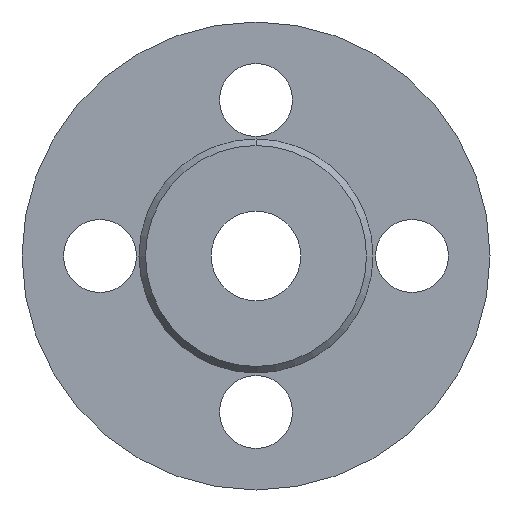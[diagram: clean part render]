
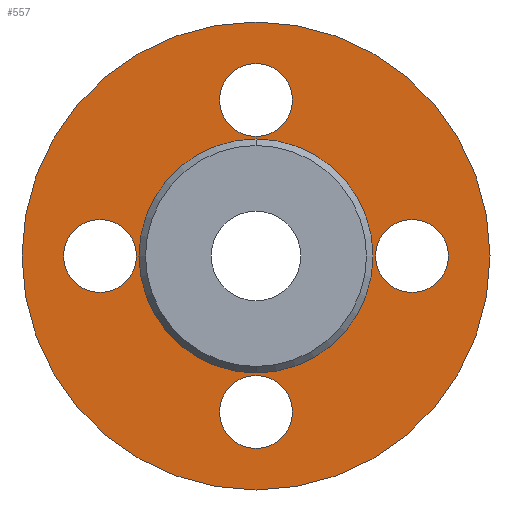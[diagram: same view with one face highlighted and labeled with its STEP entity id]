
A CAD part, front view. The second image highlights one B-rep face of the part: STEP entity #557.
In plain terms, the highlighted planar face has unit normal (0, -1, 0).
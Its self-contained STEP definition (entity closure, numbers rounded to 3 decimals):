
#1 = CARTESIAN_POINT ( 'NONE',  ( -23., 1.5, 0. ) ) ;
#11 = CARTESIAN_POINT ( 'NONE',  ( 0., 1.5, -37. ) ) ;
#14 = CIRCLE ( 'NONE', #474, 7. ) ;
#15 = DIRECTION ( 'NONE',  ( 0., 0., -1. ) ) ;
#18 = DIRECTION ( 'NONE',  ( 0., 1., 0. ) ) ;
#33 = CARTESIAN_POINT ( 'NONE',  ( -22.5, 1.5, 0. ) ) ;
#40 = CARTESIAN_POINT ( 'NONE',  ( 0., 1.5, 30. ) ) ;
#63 = CIRCLE ( 'NONE', #541, 7. ) ;
#65 = DIRECTION ( 'NONE',  ( 0., 0., 1. ) ) ;
#66 = EDGE_CURVE ( 'NONE', #225, #829, #747, .T. ) ;
#77 = VERTEX_POINT ( 'NONE', #739 ) ;
#78 = DIRECTION ( 'NONE',  ( 0., -1., 0. ) ) ;
#83 = DIRECTION ( 'NONE',  ( 0., -1., 0. ) ) ;
#91 = DIRECTION ( 'NONE',  ( 0., 0., -1. ) ) ;
#93 = AXIS2_PLACEMENT_3D ( 'NONE', #675, #78, #337 ) ;
#131 = DIRECTION ( 'NONE',  ( -1., 0., 0. ) ) ;
#142 = CIRCLE ( 'NONE', #833, 7. ) ;
#147 = AXIS2_PLACEMENT_3D ( 'NONE', #292, #778, #505 ) ;
#154 = DIRECTION ( 'NONE',  ( 1., 0., 0. ) ) ;
#155 = DIRECTION ( 'NONE',  ( 0., 0., 1. ) ) ;
#161 = DIRECTION ( 'NONE',  ( 0., -1., 0. ) ) ;
#165 = FACE_BOUND ( 'NONE', #787, .T. ) ;
#170 = CARTESIAN_POINT ( 'NONE',  ( -30., 1.5, 0. ) ) ;
#185 = EDGE_CURVE ( 'NONE', #816, #617, #352, .T. ) ;
#195 = EDGE_CURVE ( 'NONE', #269, #209, #620, .T. ) ;
#197 = CARTESIAN_POINT ( 'NONE',  ( 23., 1.5, 0. ) ) ;
#199 = CIRCLE ( 'NONE', #548, 45. ) ;
#209 = VERTEX_POINT ( 'NONE', #11 ) ;
#224 = DIRECTION ( 'NONE',  ( 0., 1., 0. ) ) ;
#225 = VERTEX_POINT ( 'NONE', #197 ) ;
#229 = CARTESIAN_POINT ( 'NONE',  ( -37., 1.5, 0. ) ) ;
#237 = ORIENTED_EDGE ( 'NONE', *, *, #66, .F. ) ;
#244 = EDGE_CURVE ( 'NONE', #209, #269, #340, .T. ) ;
#252 = CIRCLE ( 'NONE', #609, 22.5 ) ;
#258 = EDGE_CURVE ( 'NONE', #599, #294, #252, .T. ) ;
#262 = EDGE_LOOP ( 'NONE', ( #433, #266 ) ) ;
#266 = ORIENTED_EDGE ( 'NONE', *, *, #721, .F. ) ;
#269 = VERTEX_POINT ( 'NONE', #289 ) ;
#272 = CIRCLE ( 'NONE', #346, 7. ) ;
#282 = EDGE_CURVE ( 'NONE', #657, #417, #199, .T. ) ;
#284 = CARTESIAN_POINT ( 'NONE',  ( 30., 1.5, 0. ) ) ;
#289 = CARTESIAN_POINT ( 'NONE',  ( 0., 1.5, -23. ) ) ;
#292 = CARTESIAN_POINT ( 'NONE',  ( 0., 1.5, 0. ) ) ;
#294 = VERTEX_POINT ( 'NONE', #562 ) ;
#306 = EDGE_LOOP ( 'NONE', ( #572, #463 ) ) ;
#315 = AXIS2_PLACEMENT_3D ( 'NONE', #33, #161, #91 ) ;
#325 = AXIS2_PLACEMENT_3D ( 'NONE', #401, #83, #15 ) ;
#337 = DIRECTION ( 'NONE',  ( 0., 0., -1. ) ) ;
#340 = CIRCLE ( 'NONE', #93, 7. ) ;
#346 = AXIS2_PLACEMENT_3D ( 'NONE', #284, #626, #154 ) ;
#352 = CIRCLE ( 'NONE', #713, 7. ) ;
#358 = FACE_BOUND ( 'NONE', #365, .T. ) ;
#365 = EDGE_LOOP ( 'NONE', ( #532, #851 ) ) ;
#378 = ORIENTED_EDGE ( 'NONE', *, *, #244, .F. ) ;
#401 = CARTESIAN_POINT ( 'NONE',  ( 0., 1.5, -30. ) ) ;
#412 = CIRCLE ( 'NONE', #147, 22.5 ) ;
#417 = VERTEX_POINT ( 'NONE', #512 ) ;
#431 = DIRECTION ( 'NONE',  ( -1., 0., 0. ) ) ;
#433 = ORIENTED_EDGE ( 'NONE', *, *, #819, .F. ) ;
#437 = EDGE_LOOP ( 'NONE', ( #516, #378 ) ) ;
#438 = AXIS2_PLACEMENT_3D ( 'NONE', #592, #806, #799 ) ;
#463 = ORIENTED_EDGE ( 'NONE', *, *, #282, .F. ) ;
#474 = AXIS2_PLACEMENT_3D ( 'NONE', #170, #762, #431 ) ;
#476 = DIRECTION ( 'NONE',  ( 0., -1., 0. ) ) ;
#480 = EDGE_CURVE ( 'NONE', #617, #816, #14, .T. ) ;
#488 = FACE_OUTER_BOUND ( 'NONE', #306, .T. ) ;
#491 = AXIS2_PLACEMENT_3D ( 'NONE', #843, #224, #65 ) ;
#498 = CARTESIAN_POINT ( 'NONE',  ( 0., 1.5, -22.5 ) ) ;
#505 = DIRECTION ( 'NONE',  ( 0., 0., 1. ) ) ;
#512 = CARTESIAN_POINT ( 'NONE',  ( 0., 1.5, 45. ) ) ;
#516 = ORIENTED_EDGE ( 'NONE', *, *, #195, .F. ) ;
#532 = ORIENTED_EDGE ( 'NONE', *, *, #655, .T. ) ;
#539 = DIRECTION ( 'NONE',  ( 0., 0., 1. ) ) ;
#541 = AXIS2_PLACEMENT_3D ( 'NONE', #40, #838, #709 ) ;
#548 = AXIS2_PLACEMENT_3D ( 'NONE', #619, #759, #155 ) ;
#557 = ADVANCED_FACE ( 'NONE', ( #635, #784, #165, #716, #358, #488 ), #570, .T. ) ;
#562 = CARTESIAN_POINT ( 'NONE',  ( 0., 1.5, 22.5 ) ) ;
#570 = PLANE ( 'NONE',  #315 ) ;
#572 = ORIENTED_EDGE ( 'NONE', *, *, #812, .F. ) ;
#587 = EDGE_LOOP ( 'NONE', ( #803, #856 ) ) ;
#592 = CARTESIAN_POINT ( 'NONE',  ( 30., 1.5, 0. ) ) ;
#599 = VERTEX_POINT ( 'NONE', #498 ) ;
#608 = CARTESIAN_POINT ( 'NONE',  ( 0., 1.5, 0. ) ) ;
#609 = AXIS2_PLACEMENT_3D ( 'NONE', #608, #18, #539 ) ;
#617 = VERTEX_POINT ( 'NONE', #229 ) ;
#619 = CARTESIAN_POINT ( 'NONE',  ( 0., 1.5, 0. ) ) ;
#620 = CIRCLE ( 'NONE', #325, 7. ) ;
#626 = DIRECTION ( 'NONE',  ( 0., -1., 0. ) ) ;
#635 = FACE_BOUND ( 'NONE', #587, .T. ) ;
#647 = DIRECTION ( 'NONE',  ( 0., -1., 0. ) ) ;
#655 = EDGE_CURVE ( 'NONE', #294, #599, #412, .T. ) ;
#657 = VERTEX_POINT ( 'NONE', #768 ) ;
#675 = CARTESIAN_POINT ( 'NONE',  ( 0., 1.5, -30. ) ) ;
#692 = CARTESIAN_POINT ( 'NONE',  ( 0., 1.5, 23. ) ) ;
#709 = DIRECTION ( 'NONE',  ( 0., 0., 1. ) ) ;
#713 = AXIS2_PLACEMENT_3D ( 'NONE', #810, #476, #131 ) ;
#716 = FACE_BOUND ( 'NONE', #437, .T. ) ;
#721 = EDGE_CURVE ( 'NONE', #77, #727, #63, .T. ) ;
#727 = VERTEX_POINT ( 'NONE', #692 ) ;
#739 = CARTESIAN_POINT ( 'NONE',  ( 0., 1.5, 37. ) ) ;
#741 = DIRECTION ( 'NONE',  ( 0., 0., 1. ) ) ;
#745 = EDGE_CURVE ( 'NONE', #829, #225, #272, .T. ) ;
#747 = CIRCLE ( 'NONE', #438, 7. ) ;
#759 = DIRECTION ( 'NONE',  ( 0., 1., 0. ) ) ;
#762 = DIRECTION ( 'NONE',  ( 0., -1., 0. ) ) ;
#766 = CIRCLE ( 'NONE', #491, 45. ) ;
#768 = CARTESIAN_POINT ( 'NONE',  ( 0., 1.5, -45. ) ) ;
#778 = DIRECTION ( 'NONE',  ( 0., 1., 0. ) ) ;
#784 = FACE_BOUND ( 'NONE', #262, .T. ) ;
#787 = EDGE_LOOP ( 'NONE', ( #237, #821 ) ) ;
#792 = CARTESIAN_POINT ( 'NONE',  ( 37., 1.5, 0. ) ) ;
#799 = DIRECTION ( 'NONE',  ( 1., 0., 0. ) ) ;
#803 = ORIENTED_EDGE ( 'NONE', *, *, #185, .F. ) ;
#806 = DIRECTION ( 'NONE',  ( 0., -1., 0. ) ) ;
#808 = CARTESIAN_POINT ( 'NONE',  ( 0., 1.5, 30. ) ) ;
#810 = CARTESIAN_POINT ( 'NONE',  ( -30., 1.5, 0. ) ) ;
#812 = EDGE_CURVE ( 'NONE', #417, #657, #766, .T. ) ;
#816 = VERTEX_POINT ( 'NONE', #1 ) ;
#819 = EDGE_CURVE ( 'NONE', #727, #77, #142, .T. ) ;
#821 = ORIENTED_EDGE ( 'NONE', *, *, #745, .F. ) ;
#829 = VERTEX_POINT ( 'NONE', #792 ) ;
#833 = AXIS2_PLACEMENT_3D ( 'NONE', #808, #647, #741 ) ;
#838 = DIRECTION ( 'NONE',  ( 0., -1., 0. ) ) ;
#843 = CARTESIAN_POINT ( 'NONE',  ( 0., 1.5, 0. ) ) ;
#851 = ORIENTED_EDGE ( 'NONE', *, *, #258, .T. ) ;
#856 = ORIENTED_EDGE ( 'NONE', *, *, #480, .F. ) ;
